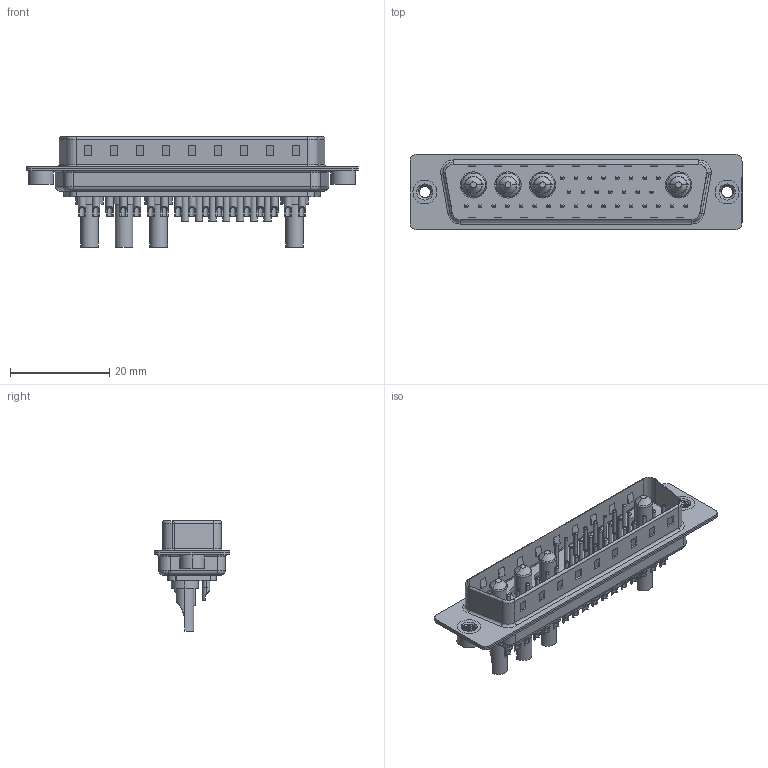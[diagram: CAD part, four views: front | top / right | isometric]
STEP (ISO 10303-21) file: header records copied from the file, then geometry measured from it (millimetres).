
FILE_DESCRIPTION (( 'STEP AP203' ), '1' );
FILE_NAME ('627-36W4222-2TA.STEP', '2019-06-19T02:18:26', ( '' ), ( '' ), 'SwSTEP 2.0', 'SolidWorks 2016', '' );
FILE_SCHEMA (( 'CONFIG_CONTROL_DESIGN' ));
Length unit declared in the file: millimetre
Products named in the file (9): 627Combo Contact Row 2_22L; 627Combo Contact Row 3_22; 627-36W4222-2TA; 627Combo Housing_36W4; 627Combo Shell Rear_50 Contacts; 627Combo Shell Front_50 Contacts; 627Combo Threaded Rivet_A; Power Pin_20A SC; 627Combo Contact Row 1_22
Assembly tree (41 placements, depth 2):
  627-36W4222-2TA
    627Combo Housing_36W4
    627Combo Shell Rear_50 Contacts
    627Combo Shell Front_50 Contacts
    627Combo Threaded Rivet_A  x2
    Power Pin_20A SC  x4
    627Combo Contact Row 1_22  x8
    627Combo Contact Row 2_22L  x7
    627Combo Contact Row 3_22  x17
Bounding box: 67 x 15.3 x 22.3 mm (x, y, z)
Volume: 4920.4 mm3; surface area: 11354.6 mm2
Topology: 45 solids, 45 shells, 1778 faces, 4147 edges, 2538 vertices
Faces by surface type: cylinder 743, plane 543, torus 378, cone 100, bspline 14
Entity records: 26978 total; most frequent: CARTESIAN_POINT 5994, DIRECTION 4287, ORIENTED_EDGE 3750, EDGE_CURVE 1875, AXIS2_PLACEMENT_3D 1676, VERTEX_POINT 1198, EDGE_LOOP 991, VECTOR 935
